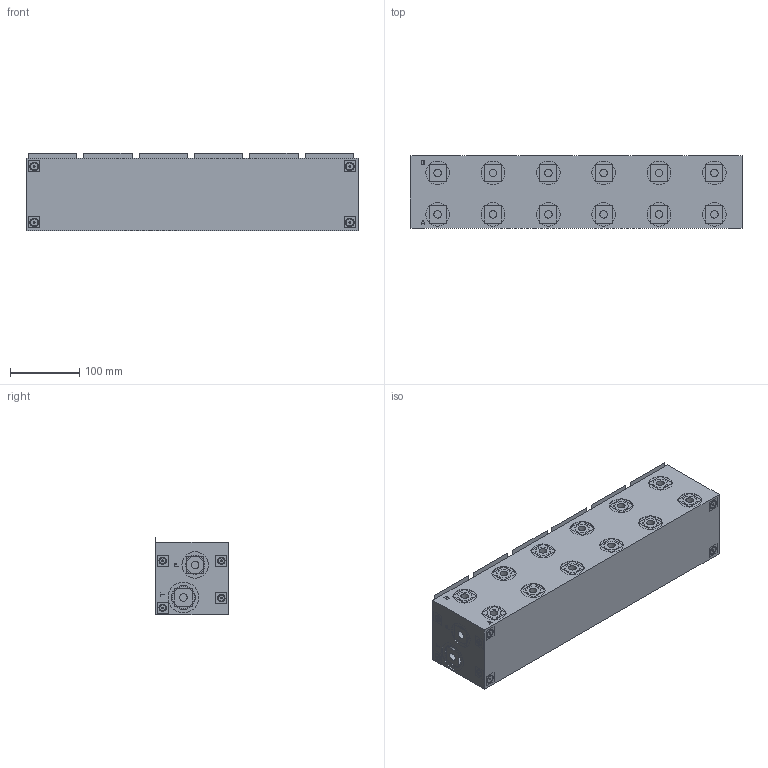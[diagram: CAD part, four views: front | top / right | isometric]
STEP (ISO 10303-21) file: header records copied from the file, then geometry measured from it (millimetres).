
FILE_DESCRIPTION((''),'2;1');
FILE_NAME('MR5-6G_1_ASM','2013-09-04T',('be-cb'),(''),'PRO/ENGINEER BY PARAMETRIC TECHNOLOGY CORPORATION, 2006010','PRO/ENGINEER BY PARAMETRIC TECHNOLOGY CORPORATION, 2006010','');
FILE_SCHEMA(('CONFIG_CONTROL_DESIGN'));
Length unit declared in the file: millimetre
Products named in the file (8): MR5-6G_2; FIX_MET_BLOC; FIX_MET_BLOC_ASM; RAC_GAZ_LAR; RAC_GAZ_LAR_ASM; PTAB-11_XY-6; CETOP5_XY_ASM; MR5-6G_1_ASM
Assembly tree (38 placements, depth 3):
  MR5-6G_1_ASM
    MR5-6G_2
    FIX_MET_BLOC_ASM  x12
      FIX_MET_BLOC
    RAC_GAZ_LAR_ASM  x16
      RAC_GAZ_LAR
    CETOP5_XY_ASM  x6
      PTAB-11_XY-6
Bounding box: 480 x 105 x 112 mm (x, y, z)
Volume: 5124040.7 mm3; surface area: 351569.9 mm2
Topology: 1 solids, 87 shells, 799 faces, 2298 edges, 1564 vertices
Faces by surface type: plane 387, cylinder 292, cone 120
Entity records: 23637 total; most frequent: CARTESIAN_POINT 4597, DIRECTION 4068, ORIENTED_EDGE 3538, EDGE_CURVE 1892, AXIS2_PLACEMENT_3D 1429, VERTEX_POINT 1278, VECTOR 1210, LINE 1210
